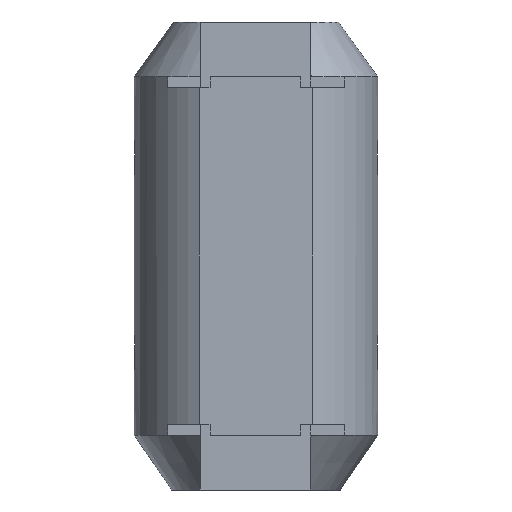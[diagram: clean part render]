
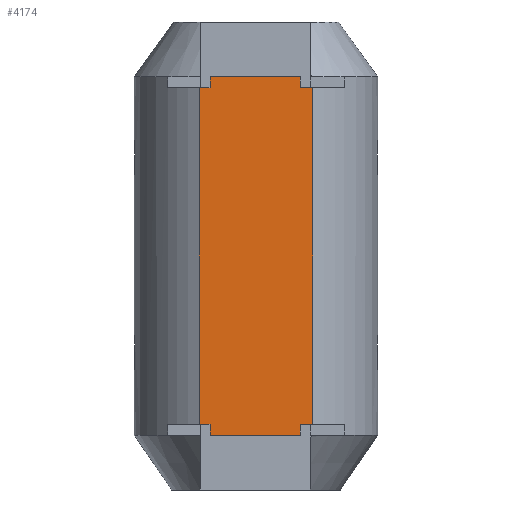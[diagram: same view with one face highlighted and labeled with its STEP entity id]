
A CAD part, front view. The second image highlights one B-rep face of the part: STEP entity #4174.
In plain terms, the highlighted planar face has unit normal (0, -1, 0).
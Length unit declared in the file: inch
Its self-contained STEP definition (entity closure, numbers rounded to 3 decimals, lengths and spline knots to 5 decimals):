
#21 = CARTESIAN_POINT ( 'NONE',  ( -0.23998, -0.22638, 0.37713 ) ) ;
#89 = VERTEX_POINT ( 'NONE', #2469 ) ;
#100 = CARTESIAN_POINT ( 'NONE',  ( -0.25591, -0.22638, 0.35411 ) ) ;
#181 = LINE ( 'NONE', #2493, #612 ) ;
#317 = ORIENTED_EDGE ( 'NONE', *, *, #565, .F. ) ;
#398 = ORIENTED_EDGE ( 'NONE', *, *, #5014, .F. ) ;
#531 = CARTESIAN_POINT ( 'NONE',  ( 0.09309, -0.22638, 0.35411 ) ) ;
#565 = EDGE_CURVE ( 'NONE', #1219, #2619, #3224, .T. ) ;
#612 = VECTOR ( 'NONE', #2899, 39.37008 ) ;
#704 = VECTOR ( 'NONE', #2497, 39.37008 ) ;
#708 = EDGE_CURVE ( 'NONE', #4100, #4065, #181, .T. ) ;
#750 = VECTOR ( 'NONE', #1308, 39.37008 ) ;
#789 = CARTESIAN_POINT ( 'NONE',  ( -0.11933, -0.22638, 0.35411 ) ) ;
#947 = ORIENTED_EDGE ( 'NONE', *, *, #4832, .F. ) ;
#953 = CARTESIAN_POINT ( 'NONE',  ( 0.11933, -0.22638, 0.35411 ) ) ;
#963 = EDGE_CURVE ( 'NONE', #2619, #1213, #2778, .T. ) ;
#995 = CARTESIAN_POINT ( 'NONE',  ( -0.25591, -0.22638, -0.35411 ) ) ;
#1014 = DIRECTION ( 'NONE',  ( -1., 0., 0. ) ) ;
#1075 = FACE_OUTER_BOUND ( 'NONE', #3157, .T. ) ;
#1190 = VERTEX_POINT ( 'NONE', #953 ) ;
#1203 = CARTESIAN_POINT ( 'NONE',  ( 0.11933, -0.22638, 0.49213 ) ) ;
#1213 = VERTEX_POINT ( 'NONE', #2204 ) ;
#1219 = VERTEX_POINT ( 'NONE', #1783 ) ;
#1263 = CARTESIAN_POINT ( 'NONE',  ( -0.09674, -0.22638, -0.35411 ) ) ;
#1283 = LINE ( 'NONE', #100, #3271 ) ;
#1308 = DIRECTION ( 'NONE',  ( -1., 0., 0. ) ) ;
#1576 = DIRECTION ( 'NONE',  ( 0., 0., 1. ) ) ;
#1713 = CARTESIAN_POINT ( 'NONE',  ( 0.09309, -0.22638, 0.37713 ) ) ;
#1763 = EDGE_CURVE ( 'NONE', #4065, #4167, #1283, .T. ) ;
#1773 = VERTEX_POINT ( 'NONE', #1713 ) ;
#1783 = CARTESIAN_POINT ( 'NONE',  ( 0.11933, -0.22638, -0.35411 ) ) ;
#1894 = AXIS2_PLACEMENT_3D ( 'NONE', #3872, #1899, #3789 ) ;
#1899 = DIRECTION ( 'NONE',  ( 0., 1., 0. ) ) ;
#1908 = CARTESIAN_POINT ( 'NONE',  ( -0.09674, -0.22638, 0.45411 ) ) ;
#1911 = EDGE_CURVE ( 'NONE', #1213, #89, #4974, .T. ) ;
#1919 = LINE ( 'NONE', #21, #4632 ) ;
#1943 = DIRECTION ( 'NONE',  ( 0., 0., -1. ) ) ;
#1994 = CARTESIAN_POINT ( 'NONE',  ( 0.09309, -0.22638, 0.45411 ) ) ;
#2068 = CARTESIAN_POINT ( 'NONE',  ( -0.25591, -0.22638, -0.35411 ) ) ;
#2204 = CARTESIAN_POINT ( 'NONE',  ( 0.09309, -0.22638, -0.37713 ) ) ;
#2246 = VECTOR ( 'NONE', #2533, 39.37008 ) ;
#2323 = LINE ( 'NONE', #1203, #4729 ) ;
#2469 = CARTESIAN_POINT ( 'NONE',  ( -0.09674, -0.22638, -0.37713 ) ) ;
#2486 = ORIENTED_EDGE ( 'NONE', *, *, #708, .F. ) ;
#2493 = CARTESIAN_POINT ( 'NONE',  ( -0.11933, -0.22638, 0.49213 ) ) ;
#2497 = DIRECTION ( 'NONE',  ( 1., 0., 0. ) ) ;
#2533 = DIRECTION ( 'NONE',  ( 0., 0., 1. ) ) ;
#2619 = VERTEX_POINT ( 'NONE', #3615 ) ;
#2778 = LINE ( 'NONE', #4377, #3476 ) ;
#2804 = ORIENTED_EDGE ( 'NONE', *, *, #4558, .F. ) ;
#2827 = ORIENTED_EDGE ( 'NONE', *, *, #3409, .F. ) ;
#2846 = VECTOR ( 'NONE', #4431, 39.37008 ) ;
#2881 = LINE ( 'NONE', #3227, #704 ) ;
#2899 = DIRECTION ( 'NONE',  ( 0., 0., 1. ) ) ;
#2926 = ORIENTED_EDGE ( 'NONE', *, *, #963, .F. ) ;
#2933 = VECTOR ( 'NONE', #1014, 39.37008 ) ;
#2969 = ORIENTED_EDGE ( 'NONE', *, *, #1911, .F. ) ;
#3136 = DIRECTION ( 'NONE',  ( 0., 0., -1. ) ) ;
#3157 = EDGE_LOOP ( 'NONE', ( #2969, #2926, #317, #947, #398, #4468, #4678, #4081, #3434, #2486, #2804, #2827 ) ) ;
#3224 = LINE ( 'NONE', #2068, #2846 ) ;
#3227 = CARTESIAN_POINT ( 'NONE',  ( -0.25591, -0.22638, 0.35411 ) ) ;
#3271 = VECTOR ( 'NONE', #4072, 39.37008 ) ;
#3273 = EDGE_CURVE ( 'NONE', #4167, #5092, #4397, .T. ) ;
#3301 = LINE ( 'NONE', #995, #750 ) ;
#3367 = CARTESIAN_POINT ( 'NONE',  ( -0.09674, -0.22638, 0.37713 ) ) ;
#3409 = EDGE_CURVE ( 'NONE', #89, #4355, #3693, .T. ) ;
#3434 = ORIENTED_EDGE ( 'NONE', *, *, #1763, .F. ) ;
#3472 = CARTESIAN_POINT ( 'NONE',  ( -0.11933, -0.22638, -0.35411 ) ) ;
#3476 = VECTOR ( 'NONE', #3136, 39.37008 ) ;
#3502 = DIRECTION ( 'NONE',  ( 0., 0., -1. ) ) ;
#3508 = VECTOR ( 'NONE', #1576, 39.37008 ) ;
#3615 = CARTESIAN_POINT ( 'NONE',  ( 0.09309, -0.22638, -0.35411 ) ) ;
#3645 = VECTOR ( 'NONE', #3502, 39.37008 ) ;
#3677 = EDGE_CURVE ( 'NONE', #5092, #1773, #1919, .T. ) ;
#3693 = LINE ( 'NONE', #4463, #2246 ) ;
#3757 = CARTESIAN_POINT ( 'NONE',  ( -0.23998, -0.22638, -0.37713 ) ) ;
#3789 = DIRECTION ( 'NONE',  ( 0., 0., 1. ) ) ;
#3872 = CARTESIAN_POINT ( 'NONE',  ( -0.23998, -0.22638, -0.49213 ) ) ;
#3941 = LINE ( 'NONE', #1994, #3645 ) ;
#4032 = EDGE_CURVE ( 'NONE', #1773, #4988, #3941, .T. ) ;
#4065 = VERTEX_POINT ( 'NONE', #789 ) ;
#4072 = DIRECTION ( 'NONE',  ( 1., 0., 0. ) ) ;
#4081 = ORIENTED_EDGE ( 'NONE', *, *, #3273, .F. ) ;
#4100 = VERTEX_POINT ( 'NONE', #3472 ) ;
#4167 = VERTEX_POINT ( 'NONE', #4593 ) ;
#4174 = ADVANCED_FACE ( 'NONE', ( #1075 ), #4205, .F. ) ;
#4205 = PLANE ( 'NONE',  #1894 ) ;
#4355 = VERTEX_POINT ( 'NONE', #1263 ) ;
#4377 = CARTESIAN_POINT ( 'NONE',  ( 0.09309, -0.22638, -0.45411 ) ) ;
#4397 = LINE ( 'NONE', #1908, #3508 ) ;
#4431 = DIRECTION ( 'NONE',  ( -1., 0., 0. ) ) ;
#4463 = CARTESIAN_POINT ( 'NONE',  ( -0.09674, -0.22638, -0.45411 ) ) ;
#4468 = ORIENTED_EDGE ( 'NONE', *, *, #4032, .F. ) ;
#4558 = EDGE_CURVE ( 'NONE', #4355, #4100, #3301, .T. ) ;
#4593 = CARTESIAN_POINT ( 'NONE',  ( -0.09674, -0.22638, 0.35411 ) ) ;
#4632 = VECTOR ( 'NONE', #5086, 39.37008 ) ;
#4678 = ORIENTED_EDGE ( 'NONE', *, *, #3677, .F. ) ;
#4729 = VECTOR ( 'NONE', #1943, 39.37008 ) ;
#4832 = EDGE_CURVE ( 'NONE', #1190, #1219, #2323, .T. ) ;
#4974 = LINE ( 'NONE', #3757, #2933 ) ;
#4988 = VERTEX_POINT ( 'NONE', #531 ) ;
#5014 = EDGE_CURVE ( 'NONE', #4988, #1190, #2881, .T. ) ;
#5086 = DIRECTION ( 'NONE',  ( 1., 0., 0. ) ) ;
#5092 = VERTEX_POINT ( 'NONE', #3367 ) ;
